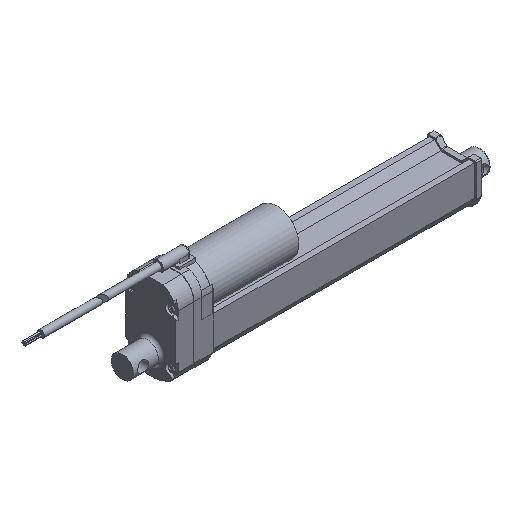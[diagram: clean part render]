
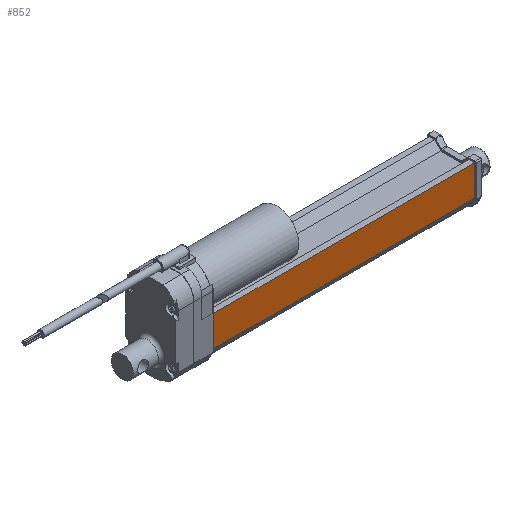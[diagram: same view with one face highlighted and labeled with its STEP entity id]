
A CAD part, isometric view. The second image highlights one B-rep face of the part: STEP entity #852.
In plain terms, the highlighted planar face has unit normal (0, -1, 0).
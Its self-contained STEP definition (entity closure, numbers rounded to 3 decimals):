
#852 = ADVANCED_FACE( '', ( #1801 ), #1802, .T. );
#1801 = FACE_OUTER_BOUND( '', #3026, .T. );
#1802 = PLANE( '', #3027 );
#3026 = EDGE_LOOP( '', ( #5388, #5389, #5390, #5391 ) );
#3027 = AXIS2_PLACEMENT_3D( '', #5392, #5393, #5394 );
#5388 = ORIENTED_EDGE( '', *, *, #6288, .F. );
#5389 = ORIENTED_EDGE( '', *, *, #6867, .F. );
#5390 = ORIENTED_EDGE( '', *, *, #6357, .T. );
#5391 = ORIENTED_EDGE( '', *, *, #6631, .T. );
#5392 = CARTESIAN_POINT( '', ( 255., -20.5, -23.567 ) );
#5393 = DIRECTION( '', ( 0., -1., 0. ) );
#5394 = DIRECTION( '', ( 0., 0., -1. ) );
#6288 = EDGE_CURVE( '', #7507, #7509, #7510, .T. );
#6357 = EDGE_CURVE( '', #7627, #7628, #7629, .T. );
#6631 = EDGE_CURVE( '', #7628, #7509, #8080, .T. );
#6867 = EDGE_CURVE( '', #7627, #7507, #8395, .T. );
#7507 = VERTEX_POINT( '', #9217 );
#7509 = VERTEX_POINT( '', #9220 );
#7510 = LINE( '', #9221, #9222 );
#7627 = VERTEX_POINT( '', #9382 );
#7628 = VERTEX_POINT( '', #9383 );
#7629 = LINE( '', #9384, #9385 );
#8080 = LINE( '', #10097, #10098 );
#8395 = LINE( '', #10812, #10813 );
#9217 = CARTESIAN_POINT( '', ( 17., -20.5, -23.567 ) );
#9220 = CARTESIAN_POINT( '', ( 17., -20.5, 4.103 ) );
#9221 = CARTESIAN_POINT( '', ( 17., -20.5, -23.567 ) );
#9222 = VECTOR( '', #11627, 1000. );
#9382 = CARTESIAN_POINT( '', ( 255., -20.5, -23.567 ) );
#9383 = CARTESIAN_POINT( '', ( 255., -20.5, 4.103 ) );
#9384 = CARTESIAN_POINT( '', ( 255., -20.5, -23.567 ) );
#9385 = VECTOR( '', #11707, 1000. );
#10097 = CARTESIAN_POINT( '', ( 255., -20.5, 4.103 ) );
#10098 = VECTOR( '', #12031, 1000. );
#10812 = CARTESIAN_POINT( '', ( 255., -20.5, -23.567 ) );
#10813 = VECTOR( '', #12250, 1000. );
#11627 = DIRECTION( '', ( 0., 0., 1. ) );
#11707 = DIRECTION( '', ( 0., 0., 1. ) );
#12031 = DIRECTION( '', ( -1., 0., 0. ) );
#12250 = DIRECTION( '', ( -1., 0., 0. ) );
